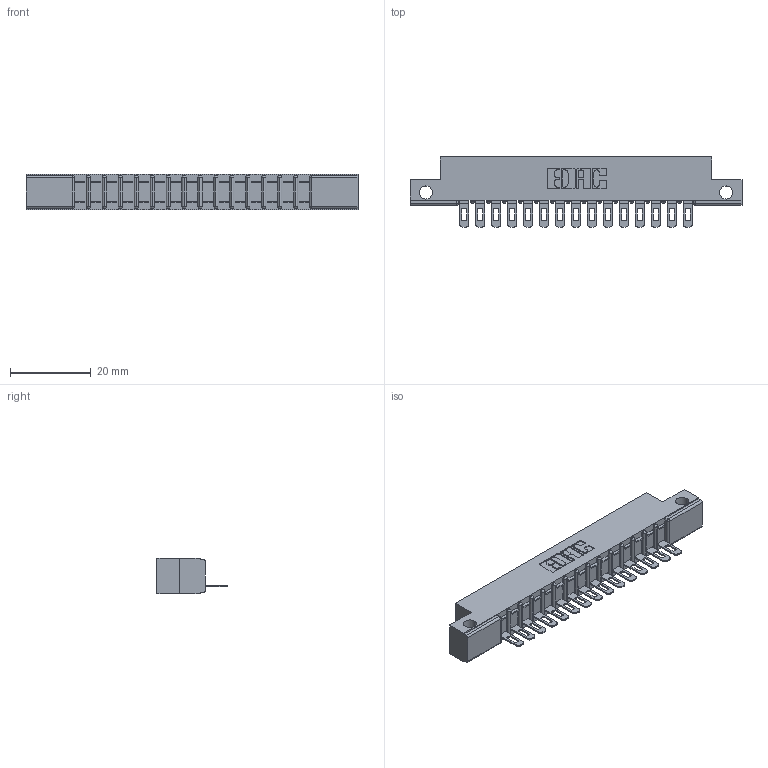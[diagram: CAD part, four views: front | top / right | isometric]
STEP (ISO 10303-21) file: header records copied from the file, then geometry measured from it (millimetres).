
FILE_DESCRIPTION (( 'STEP AP203' ), '1' );
FILE_NAME ('357-015-401-112.STEP', '2020-09-30T17:42:50', ( '' ), ( '' ), 'SwSTEP 2.0', 'SolidWorks 2020', '' );
FILE_SCHEMA (( 'CONFIG_CONTROL_DESIGN' ));
Length unit declared in the file: inch
Products named in the file (3): 307-290-002_501; 307 Part_.128 Dia Side Mounting Holes; 357-015-401-112
Assembly tree (16 placements, depth 2):
  357-015-401-112
    307 Part_.128 Dia Side Mounting Holes
    307-290-002_501  x15
Bounding box: 82.45 x 17.42 x 8.71 mm (x, y, z)
Volume: 5376.6 mm3; surface area: 9353.3 mm2
Topology: 16 solids, 16 shells, 1274 faces, 3893 edges, 2550 vertices
Faces by surface type: plane 730, cylinder 512, sphere 32
Entity records: 16984 total; most frequent: CARTESIAN_POINT 2860, ORIENTED_EDGE 2850, DIRECTION 2795, EDGE_CURVE 1425, LINE 1073, VECTOR 1073, VERTEX_POINT 926, AXIS2_PLACEMENT_3D 861
